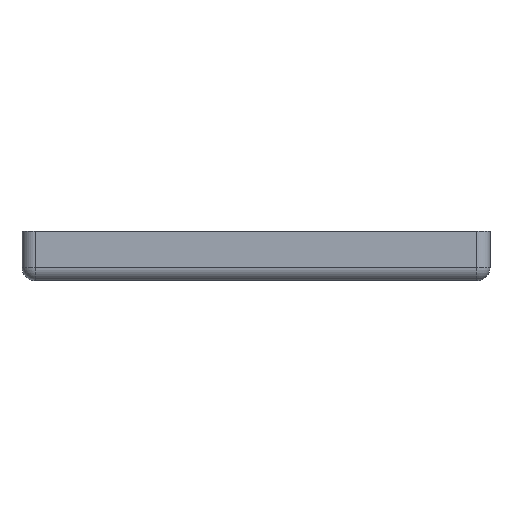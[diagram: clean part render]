
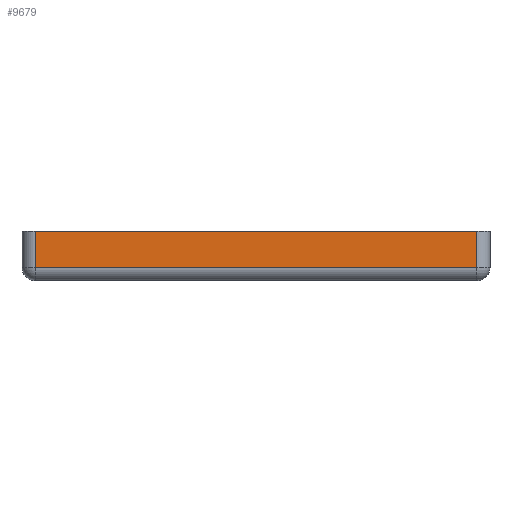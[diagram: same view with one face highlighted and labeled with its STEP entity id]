
A CAD part, left-side view. The second image highlights one B-rep face of the part: STEP entity #9679.
In plain terms, the highlighted planar face has unit normal (-1, 0, 0).
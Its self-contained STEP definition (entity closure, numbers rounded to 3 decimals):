
#5490 = PLANE('',#5491);
#5491 = AXIS2_PLACEMENT_3D('',#5492,#5493,#5494);
#5492 = CARTESIAN_POINT('',(0.,0.,30.));
#5493 = DIRECTION('',(-0.,-0.,-1.));
#5494 = DIRECTION('',(-1.,0.,0.));
#7528 = VERTEX_POINT('',#7529);
#7529 = CARTESIAN_POINT('',(-192.,-134.,30.));
#7548 = CYLINDRICAL_SURFACE('',#7549,8.);
#7549 = AXIS2_PLACEMENT_3D('',#7550,#7551,#7552);
#7550 = CARTESIAN_POINT('',(-184.,-134.,0.));
#7551 = DIRECTION('',(0.,0.,1.));
#7552 = DIRECTION('',(-1.,0.,0.));
#7560 = EDGE_CURVE('',#7528,#7561,#7563,.T.);
#7561 = VERTEX_POINT('',#7562);
#7562 = CARTESIAN_POINT('',(-192.,134.,30.));
#7563 = SURFACE_CURVE('',#7564,(#7568,#7575),.PCURVE_S1.);
#7564 = LINE('',#7565,#7566);
#7565 = CARTESIAN_POINT('',(-192.,-142.,30.));
#7566 = VECTOR('',#7567,1.);
#7567 = DIRECTION('',(0.,1.,0.));
#7568 = PCURVE('',#5490,#7569);
#7569 = DEFINITIONAL_REPRESENTATION('',(#7570),#7574);
#7570 = LINE('',#7571,#7572);
#7571 = CARTESIAN_POINT('',(192.,-142.));
#7572 = VECTOR('',#7573,1.);
#7573 = DIRECTION('',(0.,1.));
#7574 = ( GEOMETRIC_REPRESENTATION_CONTEXT(2) 
PARAMETRIC_REPRESENTATION_CONTEXT() REPRESENTATION_CONTEXT('2D SPACE',''
  ) );
#7575 = PCURVE('',#7576,#7581);
#7576 = PLANE('',#7577);
#7577 = AXIS2_PLACEMENT_3D('',#7578,#7579,#7580);
#7578 = CARTESIAN_POINT('',(-192.,-142.,0.));
#7579 = DIRECTION('',(-1.,0.,0.));
#7580 = DIRECTION('',(0.,1.,0.));
#7581 = DEFINITIONAL_REPRESENTATION('',(#7582),#7586);
#7582 = LINE('',#7583,#7584);
#7583 = CARTESIAN_POINT('',(0.,-30.));
#7584 = VECTOR('',#7585,1.);
#7585 = DIRECTION('',(1.,0.));
#7586 = ( GEOMETRIC_REPRESENTATION_CONTEXT(2) 
PARAMETRIC_REPRESENTATION_CONTEXT() REPRESENTATION_CONTEXT('2D SPACE',''
  ) );
#7607 = CYLINDRICAL_SURFACE('',#7608,8.);
#7608 = AXIS2_PLACEMENT_3D('',#7609,#7610,#7611);
#7609 = CARTESIAN_POINT('',(-184.,134.,0.));
#7610 = DIRECTION('',(0.,0.,1.));
#7611 = DIRECTION('',(0.,1.,0.));
#9575 = VERTEX_POINT('',#9576);
#9576 = CARTESIAN_POINT('',(-192.,134.,8.));
#9603 = EDGE_CURVE('',#9575,#7561,#9604,.T.);
#9604 = SURFACE_CURVE('',#9605,(#9609,#9616),.PCURVE_S1.);
#9605 = LINE('',#9606,#9607);
#9606 = CARTESIAN_POINT('',(-192.,134.,0.));
#9607 = VECTOR('',#9608,1.);
#9608 = DIRECTION('',(0.,0.,1.));
#9609 = PCURVE('',#7607,#9610);
#9610 = DEFINITIONAL_REPRESENTATION('',(#9611),#9615);
#9611 = LINE('',#9612,#9613);
#9612 = CARTESIAN_POINT('',(1.571,0.));
#9613 = VECTOR('',#9614,1.);
#9614 = DIRECTION('',(0.,1.));
#9615 = ( GEOMETRIC_REPRESENTATION_CONTEXT(2) 
PARAMETRIC_REPRESENTATION_CONTEXT() REPRESENTATION_CONTEXT('2D SPACE',''
  ) );
#9616 = PCURVE('',#7576,#9617);
#9617 = DEFINITIONAL_REPRESENTATION('',(#9618),#9622);
#9618 = LINE('',#9619,#9620);
#9619 = CARTESIAN_POINT('',(276.,0.));
#9620 = VECTOR('',#9621,1.);
#9621 = DIRECTION('',(0.,-1.));
#9622 = ( GEOMETRIC_REPRESENTATION_CONTEXT(2) 
PARAMETRIC_REPRESENTATION_CONTEXT() REPRESENTATION_CONTEXT('2D SPACE',''
  ) );
#9679 = ADVANCED_FACE('',(#9680),#7576,.T.);
#9680 = FACE_BOUND('',#9681,.T.);
#9681 = EDGE_LOOP('',(#9682,#9683,#9684,#9712));
#9682 = ORIENTED_EDGE('',*,*,#7560,.T.);
#9683 = ORIENTED_EDGE('',*,*,#9603,.F.);
#9684 = ORIENTED_EDGE('',*,*,#9685,.F.);
#9685 = EDGE_CURVE('',#9686,#9575,#9688,.T.);
#9686 = VERTEX_POINT('',#9687);
#9687 = CARTESIAN_POINT('',(-192.,-134.,8.));
#9688 = SURFACE_CURVE('',#9689,(#9693,#9700),.PCURVE_S1.);
#9689 = LINE('',#9690,#9691);
#9690 = CARTESIAN_POINT('',(-192.,-142.,8.));
#9691 = VECTOR('',#9692,1.);
#9692 = DIRECTION('',(0.,1.,0.));
#9693 = PCURVE('',#7576,#9694);
#9694 = DEFINITIONAL_REPRESENTATION('',(#9695),#9699);
#9695 = LINE('',#9696,#9697);
#9696 = CARTESIAN_POINT('',(0.,-8.));
#9697 = VECTOR('',#9698,1.);
#9698 = DIRECTION('',(1.,0.));
#9699 = ( GEOMETRIC_REPRESENTATION_CONTEXT(2) 
PARAMETRIC_REPRESENTATION_CONTEXT() REPRESENTATION_CONTEXT('2D SPACE',''
  ) );
#9700 = PCURVE('',#9701,#9706);
#9701 = CYLINDRICAL_SURFACE('',#9702,8.);
#9702 = AXIS2_PLACEMENT_3D('',#9703,#9704,#9705);
#9703 = CARTESIAN_POINT('',(-184.,-142.,8.));
#9704 = DIRECTION('',(0.,1.,0.));
#9705 = DIRECTION('',(-1.,0.,0.));
#9706 = DEFINITIONAL_REPRESENTATION('',(#9707),#9711);
#9707 = LINE('',#9708,#9709);
#9708 = CARTESIAN_POINT('',(-0.,0.));
#9709 = VECTOR('',#9710,1.);
#9710 = DIRECTION('',(-0.,1.));
#9711 = ( GEOMETRIC_REPRESENTATION_CONTEXT(2) 
PARAMETRIC_REPRESENTATION_CONTEXT() REPRESENTATION_CONTEXT('2D SPACE',''
  ) );
#9712 = ORIENTED_EDGE('',*,*,#9713,.T.);
#9713 = EDGE_CURVE('',#9686,#7528,#9714,.T.);
#9714 = SURFACE_CURVE('',#9715,(#9719,#9726),.PCURVE_S1.);
#9715 = LINE('',#9716,#9717);
#9716 = CARTESIAN_POINT('',(-192.,-134.,0.));
#9717 = VECTOR('',#9718,1.);
#9718 = DIRECTION('',(0.,0.,1.));
#9719 = PCURVE('',#7576,#9720);
#9720 = DEFINITIONAL_REPRESENTATION('',(#9721),#9725);
#9721 = LINE('',#9722,#9723);
#9722 = CARTESIAN_POINT('',(8.,0.));
#9723 = VECTOR('',#9724,1.);
#9724 = DIRECTION('',(0.,-1.));
#9725 = ( GEOMETRIC_REPRESENTATION_CONTEXT(2) 
PARAMETRIC_REPRESENTATION_CONTEXT() REPRESENTATION_CONTEXT('2D SPACE',''
  ) );
#9726 = PCURVE('',#7548,#9727);
#9727 = DEFINITIONAL_REPRESENTATION('',(#9728),#9732);
#9728 = LINE('',#9729,#9730);
#9729 = CARTESIAN_POINT('',(0.,0.));
#9730 = VECTOR('',#9731,1.);
#9731 = DIRECTION('',(0.,1.));
#9732 = ( GEOMETRIC_REPRESENTATION_CONTEXT(2) 
PARAMETRIC_REPRESENTATION_CONTEXT() REPRESENTATION_CONTEXT('2D SPACE',''
  ) );
